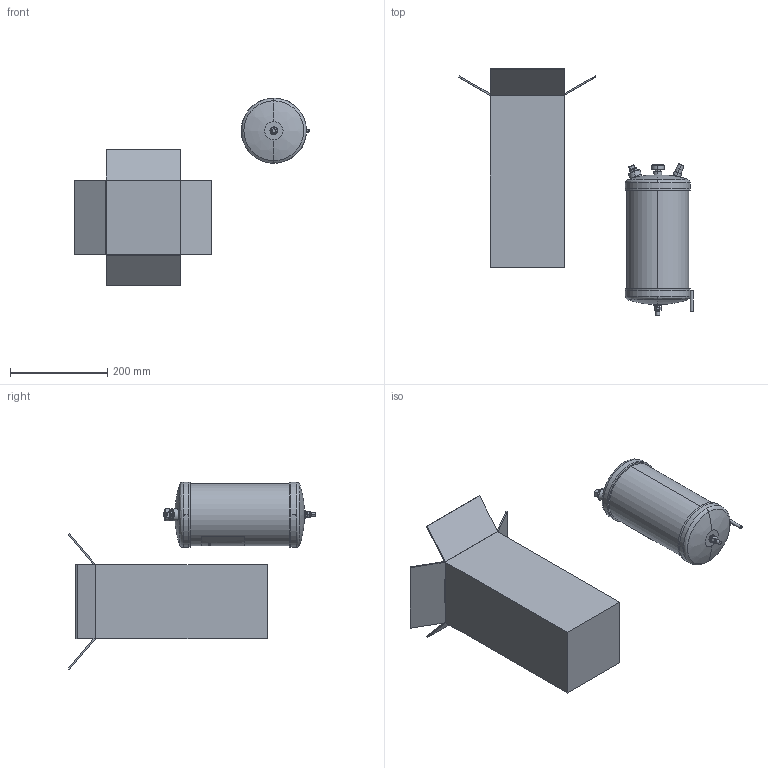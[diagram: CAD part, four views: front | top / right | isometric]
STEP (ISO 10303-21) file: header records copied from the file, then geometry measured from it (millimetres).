
FILE_DESCRIPTION (( 'STEP AP203' ), '1' );
FILE_NAME ('119-4531.STEP', '2024-11-29T13:25:36', ( '' ), ( '' ), 'SwSTEP 2.0', 'SolidWorks 2022', '' );
FILE_SCHEMA (( 'CONFIG_CONTROL_DESIGN' ));
Length unit declared in the file: millimetre
Products named in the file (3): 0zz0263b_box_1_OPEN BOX; 119-4531; 119-8191
Assembly tree (2 placements, depth 2):
  119-4531
    0zz0263b_box_1_OPEN BOX
    119-8191
Bounding box: 482.45 x 509.4 x 386.2 mm (x, y, z)
Volume: 844966.1 mm3; surface area: 735739.1 mm2
Topology: 2 solids, 29 shells, 240 faces, 909 edges, 692 vertices
Faces by surface type: plane 89, cylinder 88, cone 32, bspline 31
Entity records: 12588 total; most frequent: CARTESIAN_POINT 5091, DIRECTION 1431, ORIENTED_EDGE 1348, EDGE_CURVE 901, VERTEX_POINT 692, AXIS2_PLACEMENT_3D 517, LINE 397, VECTOR 397
